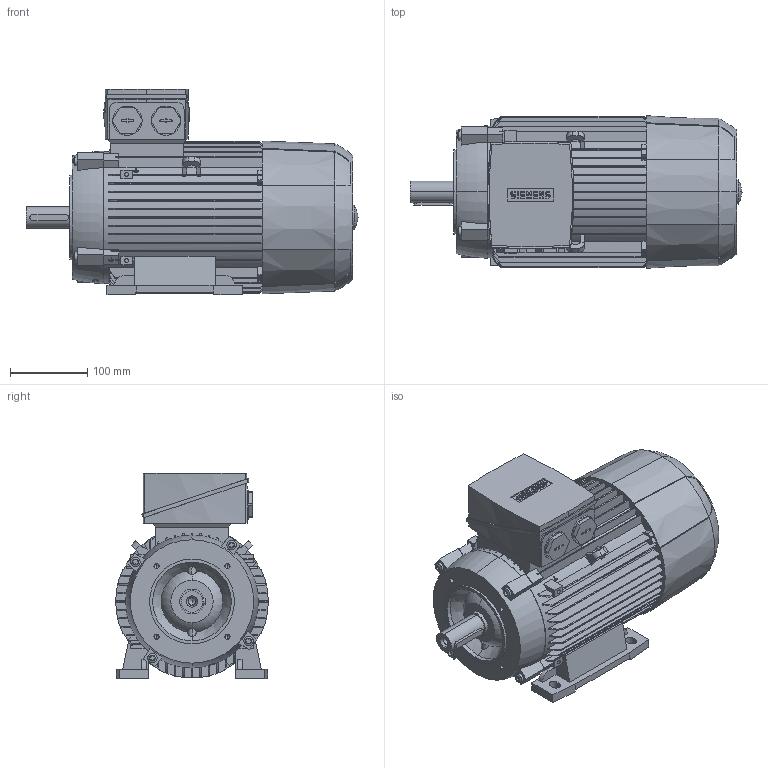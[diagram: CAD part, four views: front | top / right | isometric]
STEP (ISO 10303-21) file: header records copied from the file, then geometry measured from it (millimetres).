
FILE_DESCRIPTION(('STEP AP214'),'1');
FILE_NAME('cctmp_2D82A28D-6C7E-4E2B-B1F3-406FEE3AC547_2023_06_26_14_39_39_0120..stp','2023-06-26T12:39:39',('SIEMENS A&D'),('CADClick - www.CADClick.com'),'Spatial InterOp 3D',' ','unknown authorization');
FILE_SCHEMA(('AUTOMOTIVE_DESIGN'));
Length unit declared in the file: millimetre
Products named in the file (1): 1
Bounding box: 430.5 x 198 x 266 mm (x, y, z)
Volume: 10629973.8 mm3; surface area: 576035.5 mm2
Topology: 7 solids, 7 shells, 1021 faces, 2871 edges, 1895 vertices
Faces by surface type: plane 654, cylinder 223, torus 108, cone 36
Entity records: 45511 total; most frequent: CARTESIAN_POINT 10920, ORIENTED_EDGE 5718, DIRECTION 5271, EDGE_CURVE 2859, VERTEX_POINT 1895, LINE 1815, VECTOR 1815, AXIS2_PLACEMENT_3D 1728
